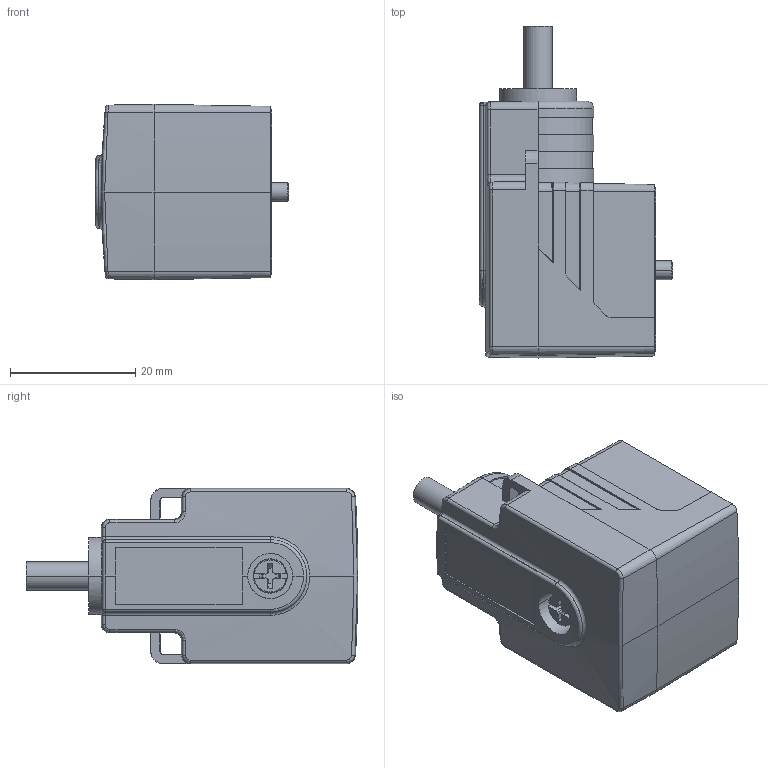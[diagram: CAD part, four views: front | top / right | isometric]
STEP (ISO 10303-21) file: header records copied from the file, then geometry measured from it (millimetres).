
FILE_DESCRIPTION((''),'2;1');
FILE_NAME('DM_CAD-2022','2014-09-25T',('Creinig-se'),(''),'PRO/ENGINEER BY PARAMETRIC TECHNOLOGY CORPORATION, 2013050','PRO/ENGINEER BY PARAMETRIC TECHNOLOGY CORPORATION, 2013050','');
FILE_SCHEMA(('CONFIG_CONTROL_DESIGN'));
Length unit declared in the file: millimetre
Products named in the file (1): DM_CAD-2022
Bounding box: 30.87 x 53 x 28 mm (x, y, z)
Volume: 23661.6 mm3; surface area: 6861.7 mm2
Topology: 1 solids, 4 shells, 440 faces, 1137 edges, 726 vertices
Faces by surface type: plane 247, cylinder 92, cone 44, bspline 35, torus 22
Entity records: 20289 total; most frequent: CARTESIAN_POINT 6268, ORIENTED_EDGE 2272, DIRECTION 2008, PRESENTATION_STYLE_ASSIGNMENT 1142, STYLED_ITEM 1139, CURVE_STYLE 1138, EDGE_CURVE 1136, VECTOR 744
